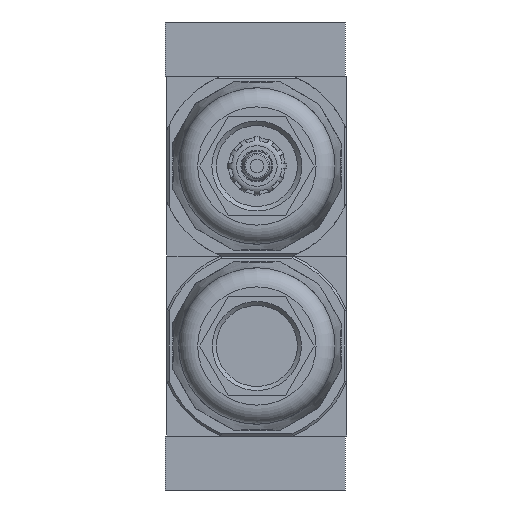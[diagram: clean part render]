
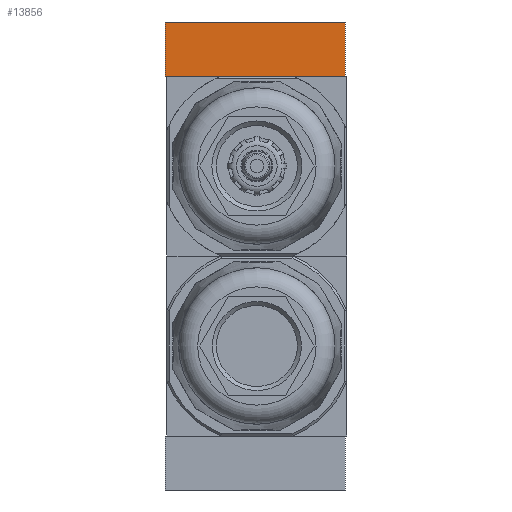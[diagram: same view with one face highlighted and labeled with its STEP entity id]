
A CAD part, front view. The second image highlights one B-rep face of the part: STEP entity #13856.
In plain terms, the highlighted planar face has unit normal (0, -1, 0).
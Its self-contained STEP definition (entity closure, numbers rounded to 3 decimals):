
#1665=ORIENTED_EDGE('',*,*,#5833,.T.);
#1666=ORIENTED_EDGE('',*,*,#5856,.F.);
#1667=ORIENTED_EDGE('',*,*,#5857,.F.);
#1668=ORIENTED_EDGE('',*,*,#5853,.T.);
#5833=EDGE_CURVE('',#7927,#7929,#9383,.T.);
#5853=EDGE_CURVE('',#7949,#7927,#9390,.T.);
#5856=EDGE_CURVE('',#7951,#7929,#9393,.T.);
#5857=EDGE_CURVE('',#7949,#7951,#9394,.T.);
#7927=VERTEX_POINT('',#24794);
#7929=VERTEX_POINT('',#24798);
#7949=VERTEX_POINT('',#24840);
#7951=VERTEX_POINT('',#24846);
#9383=LINE('',#24799,#10317);
#9390=LINE('',#24839,#10324);
#9393=LINE('',#24845,#10327);
#9394=LINE('',#24847,#10328);
#10317=VECTOR('',#20639,1000.);
#10324=VECTOR('',#20674,1000.);
#10327=VECTOR('',#20679,1000.);
#10328=VECTOR('',#20680,1000.);
#11255=EDGE_LOOP('',(#1665,#1666,#1667,#1668));
#12325=FACE_BOUND('',#11255,.T.);
#13400=PLANE('',#19036);
#13856=ADVANCED_FACE('',(#12325),#13400,.F.);
#19036=AXIS2_PLACEMENT_3D('',#24844,#20677,#20678);
#20639=DIRECTION('',(1.,0.,0.));
#20674=DIRECTION('',(0.,0.,-1.));
#20677=DIRECTION('',(0.,1.,0.));
#20678=DIRECTION('',(0.,0.,1.));
#20679=DIRECTION('',(0.,0.,-1.));
#20680=DIRECTION('',(1.,0.,0.));
#24794=CARTESIAN_POINT('',(-20.,-10.,-6.));
#24798=CARTESIAN_POINT('',(20.,-10.,-6.));
#24799=CARTESIAN_POINT('',(-20.,-10.,-6.));
#24839=CARTESIAN_POINT('',(-20.,-10.,6.));
#24840=CARTESIAN_POINT('',(-20.,-10.,6.));
#24844=CARTESIAN_POINT('',(-20.,-10.,6.));
#24845=CARTESIAN_POINT('',(20.,-10.,6.));
#24846=CARTESIAN_POINT('',(20.,-10.,6.));
#24847=CARTESIAN_POINT('',(-20.,-10.,6.));
